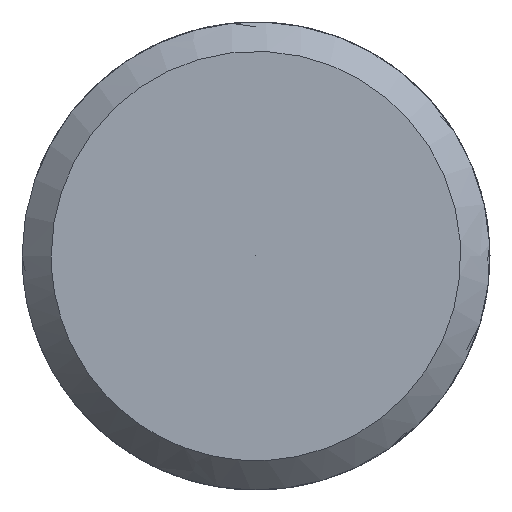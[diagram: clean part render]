
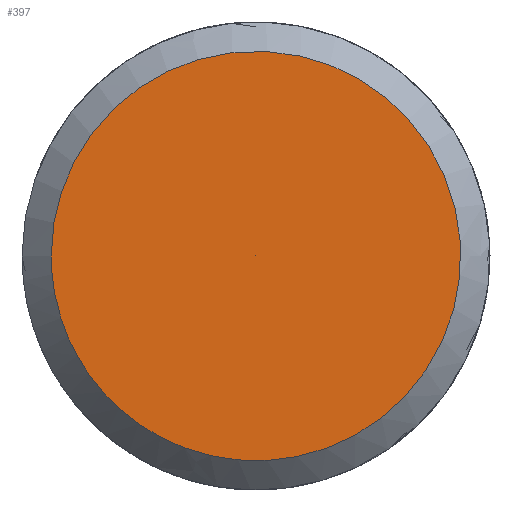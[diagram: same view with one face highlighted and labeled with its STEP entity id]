
A CAD part, left-side view. The second image highlights one B-rep face of the part: STEP entity #397.
In plain terms, the highlighted free-form (B-spline) face has degree [5, 3] with [6, 4] control points.
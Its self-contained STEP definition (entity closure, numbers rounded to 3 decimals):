
#311 = CARTESIAN_POINT ('', (-50., 1.75, 0.));
#312 = VERTEX_POINT ('', #311);
#322 = CARTESIAN_POINT ('', (-50., 1.75, 0.));
#323 = CARTESIAN_POINT ('', (-50., 1.75, 7.));
#324 = CARTESIAN_POINT ('', (-50., -5.25, 3.5));
#325 = CARTESIAN_POINT ('', (-50., -5.25, -3.5));
#326 = CARTESIAN_POINT ('', (-50., 1.75, -7.));
#327 = CARTESIAN_POINT ('', (-50., 1.75, 0.));
#328 = (
   BOUNDED_CURVE ()
   B_SPLINE_CURVE (5, (#322, #323, #324, #325, #326, #327), .UNSPECIFIED., .T., .U.)
   B_SPLINE_CURVE_WITH_KNOTS ((6, 6), (0., 1.), .UNSPECIFIED.)
   CURVE ()
   GEOMETRIC_REPRESENTATION_ITEM ()
   RATIONAL_B_SPLINE_CURVE ((5., 1., 1., 1., 1., 5.))
   REPRESENTATION_ITEM ('')
);
#329 = EDGE_CURVE ('', #312, #312, #328, .T.);
#359 = CARTESIAN_POINT ('', (-50., 0., 0.));
#360 = VERTEX_POINT ('', #359);
#361 = CARTESIAN_POINT ('', (-50., 1.75, 0.));
#362 = CARTESIAN_POINT ('', (-50., 1.167, 0.));
#363 = CARTESIAN_POINT ('', (-50., 0.583, 0.));
#364 = CARTESIAN_POINT ('', (-50., 0., 0.));
#365 = B_SPLINE_CURVE_WITH_KNOTS ('', 3, (#361, #362, #363, #364), .UNSPECIFIED., .F., .U., (4, 4), (0., 1.), .UNSPECIFIED.);
#366 = EDGE_CURVE ('', #312, #360, #365, .T.);
#367 = ORIENTED_EDGE ('', *, *, #366, .F.);
#368 = ORIENTED_EDGE ('', *, *, #329, .T.);
#369 = ORIENTED_EDGE ('', *, *, #366, .T.);
#370 = EDGE_LOOP ('', (#367, #368, #369));
#371 = FACE_OUTER_BOUND ('', #370, .F.);
#372 = CARTESIAN_POINT ('', (-50., 1.75, 0.));
#373 = CARTESIAN_POINT ('', (-50., 1.167, 0.));
#374 = CARTESIAN_POINT ('', (-50., 0.583, 0.));
#375 = CARTESIAN_POINT ('', (-50., 0., 0.));
#376 = CARTESIAN_POINT ('', (-50., 1.75, 7.));
#377 = CARTESIAN_POINT ('', (-50., 1.167, 4.667));
#378 = CARTESIAN_POINT ('', (-50., 0.583, 2.333));
#379 = CARTESIAN_POINT ('', (-50., 0., 0.));
#380 = CARTESIAN_POINT ('', (-50., -5.25, 3.5));
#381 = CARTESIAN_POINT ('', (-50., -3.5, 2.333));
#382 = CARTESIAN_POINT ('', (-50., -1.75, 1.167));
#383 = CARTESIAN_POINT ('', (-50., 0., 0.));
#384 = CARTESIAN_POINT ('', (-50., -5.25, -3.5));
#385 = CARTESIAN_POINT ('', (-50., -3.5, -2.333));
#386 = CARTESIAN_POINT ('', (-50., -1.75, -1.167));
#387 = CARTESIAN_POINT ('', (-50., 0., 0.));
#388 = CARTESIAN_POINT ('', (-50., 1.75, -7.));
#389 = CARTESIAN_POINT ('', (-50., 1.167, -4.667));
#390 = CARTESIAN_POINT ('', (-50., 0.583, -2.333));
#391 = CARTESIAN_POINT ('', (-50., 0., 0.));
#392 = CARTESIAN_POINT ('', (-50., 1.75, 0.));
#393 = CARTESIAN_POINT ('', (-50., 1.167, 0.));
#394 = CARTESIAN_POINT ('', (-50., 0.583, 0.));
#395 = CARTESIAN_POINT ('', (-50., 0., 0.));
#396 = (
   BOUNDED_SURFACE ()
   B_SPLINE_SURFACE (5, 3, ((#372, #373, #374, #375), (#376, #377, #378, #379), (#380, #381, #382, #383), (#384, #385, #386, #387), (#388, #389, #390, #391), (#392, #393, #394, #395)), .UNSPECIFIED., .T., .F., .U.)
   B_SPLINE_SURFACE_WITH_KNOTS ((6, 6), (4, 4), (0., 1.), (0., 1.), .UNSPECIFIED.)
   SURFACE ()
   GEOMETRIC_REPRESENTATION_ITEM ()
   RATIONAL_B_SPLINE_SURFACE (((5., 5., 5., 5.), (1., 1., 1., 1.), (1., 1., 1., 1.), (1., 1., 1., 1.), (1., 1., 1., 1.), (5., 5., 5., 5.)))
   REPRESENTATION_ITEM ('')
);
#397 = ADVANCED_FACE ('', (#371), #396, .F.);
